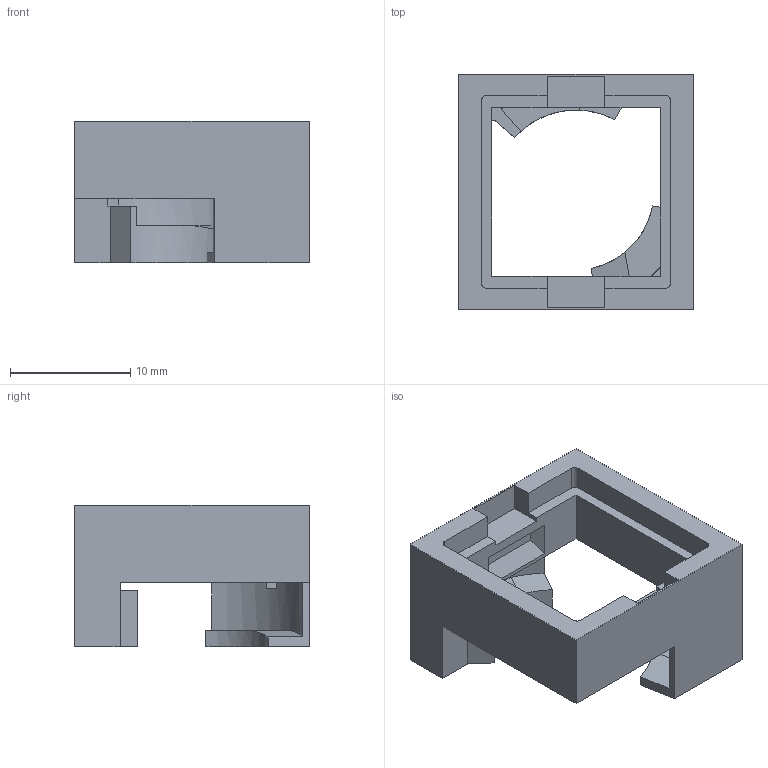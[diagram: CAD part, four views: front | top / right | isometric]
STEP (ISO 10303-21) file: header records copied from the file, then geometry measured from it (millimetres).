
FILE_DESCRIPTION(/* description */ (''),/* implementation_level */ '2;1');
FILE_NAME(/* name */ 'key-mx-sunken-twist.step',/* time_stamp */ '2024-07-24T21:00:40-04:00',/* author */ (''),/* organization */ (''),/* preprocessor_version */ 'ST-DEVELOPER v20',/* originating_system */ 'Autodesk Translation Framework v13.14.0.145',/* authorisation */ '');
FILE_SCHEMA (('AUTOMOTIVE_DESIGN { 1 0 10303 214 3 1 1 }'));
Length unit declared in the file: millimetre
Products named in the file (3): Spiral Galaxy SKPCB; Twisty; Socket
Assembly tree (2 placements, depth 3):
  Spiral Galaxy SKPCB
    Twisty
      Socket
Bounding box: 19.5 x 19.5 x 11.77 mm (x, y, z)
Volume: 1400 mm3; surface area: 1741.8 mm2
Topology: 1 solids, 1 shells, 59 faces, 168 edges, 112 vertices
Faces by surface type: plane 51, cylinder 8
Entity records: 1990 total; most frequent: CARTESIAN_POINT 344, ORIENTED_EDGE 336, DIRECTION 320, EDGE_CURVE 168, LINE 144, VECTOR 144, VERTEX_POINT 112, AXIS2_PLACEMENT_3D 88
